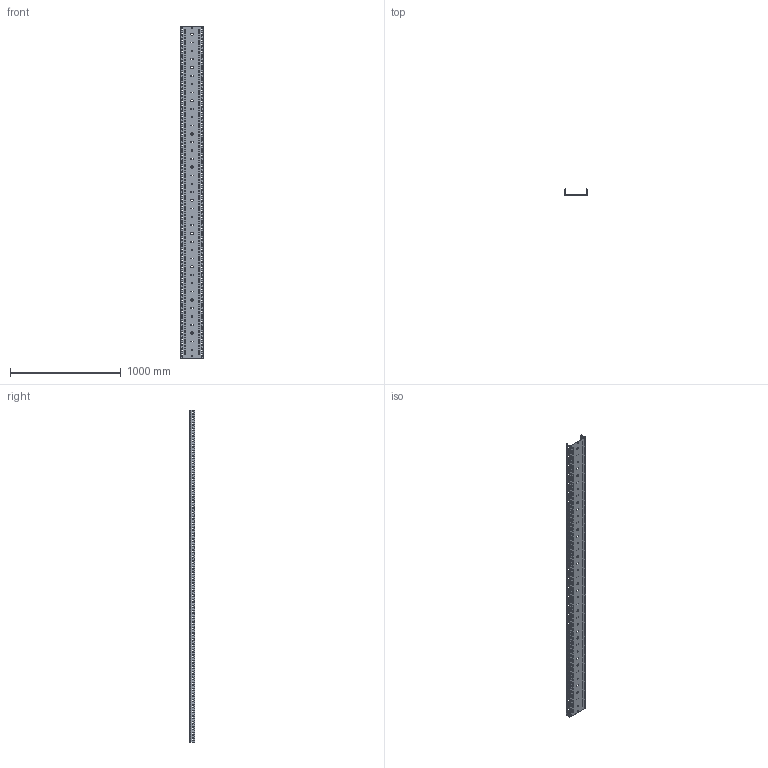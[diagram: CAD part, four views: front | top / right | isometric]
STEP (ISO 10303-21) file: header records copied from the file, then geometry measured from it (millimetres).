
FILE_DESCRIPTION (( 'STEP AP203' ), '1' );
FILE_NAME ('CLP10-050-200-150-3 Ëîòîê ïåðôîðèðîâàííûé ESCA 50õ200õ3000-1,5 IEK.STEP', '2021-10-04T18:58:04', ( '' ), ( '' ), 'SwSTEP 2.0', 'SolidWorks 2017', '' );
FILE_SCHEMA (( 'CONFIG_CONTROL_DESIGN' ));
Products named in the file (1): CLP10-050-200-150-3 Ëîòîê ïåðôîðèðîâàííûé ESCA 50õ200õ3000-1,5 IEK
Bounding box: 200 x 49.97 x 3000 mm (x, y, z)
Volume: 1521757.1 mm3; surface area: 1745789.9 mm2
Topology: 1 solids, 1 shells, 1958 faces, 5868 edges, 3912 vertices
Faces by surface type: cylinder 1160, plane 798
Entity records: 68565 total; most frequent: DIRECTION 12106, CARTESIAN_POINT 11739, ORIENTED_EDGE 11736, EDGE_CURVE 5868, AXIS2_PLACEMENT_3D 4279, VERTEX_POINT 3912, LINE 3548, VECTOR 3548
